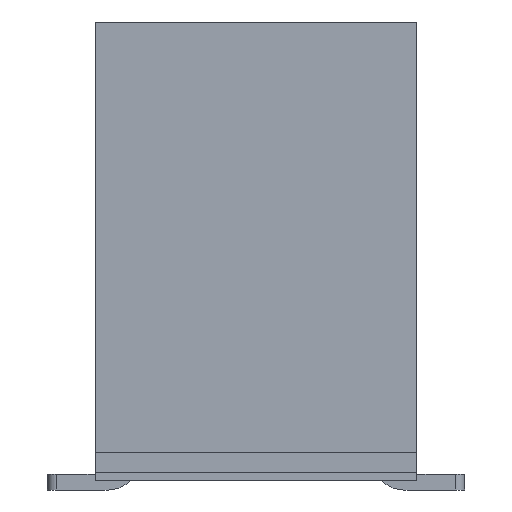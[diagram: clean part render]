
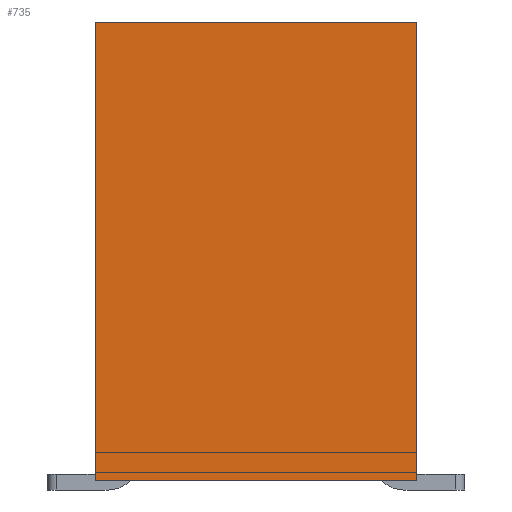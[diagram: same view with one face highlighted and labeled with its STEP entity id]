
A CAD part, left-side view. The second image highlights one B-rep face of the part: STEP entity #735.
In plain terms, the highlighted planar face has unit normal (-1, 0, 0).
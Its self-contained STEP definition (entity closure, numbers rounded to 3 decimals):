
#735=ADVANCED_FACE('',(#3603),#2197,.T.);
#2197=PLANE('',#28324);
#3603=FACE_OUTER_BOUND('',#5175,.T.);
#5175=EDGE_LOOP('',(#7606,#7607,#7608,#7609));
#7606=ORIENTED_EDGE('',*,*,#18102,.T.);
#7607=ORIENTED_EDGE('',*,*,#17993,.T.);
#7608=ORIENTED_EDGE('',*,*,#18138,.F.);
#7609=ORIENTED_EDGE('',*,*,#18139,.T.);
#15407=VERTEX_POINT('',#39125);
#15409=VERTEX_POINT('',#39129);
#15498=VERTEX_POINT('',#39329);
#15526=VERTEX_POINT('',#39394);
#17993=EDGE_CURVE('',#15407,#15409,#21981,.T.);
#18102=EDGE_CURVE('',#15498,#15407,#22090,.T.);
#18138=EDGE_CURVE('',#15526,#15409,#22126,.T.);
#18139=EDGE_CURVE('',#15526,#15498,#22127,.T.);
#21981=LINE('',#39130,#25521);
#22090=LINE('',#39328,#25630);
#22126=LINE('',#39393,#25666);
#22127=LINE('',#39395,#25667);
#25521=VECTOR('',#31028,1.);
#25630=VECTOR('',#31139,1.);
#25666=VECTOR('',#31177,1.);
#25667=VECTOR('',#31178,1.);
#28324=AXIS2_PLACEMENT_3D('',#39396,#31179,#31180);
#31028=DIRECTION('',(0.,1.,0.));
#31139=DIRECTION('',(0.,0.,1.));
#31177=DIRECTION('',(0.,0.,1.));
#31178=DIRECTION('',(0.,-1.,0.));
#31179=DIRECTION('',(-1.,0.,0.));
#31180=DIRECTION('',(0.,0.,1.));
#39125=CARTESIAN_POINT('',(0.,0.,6.8));
#39129=CARTESIAN_POINT('',(0.,5.08,6.8));
#39130=CARTESIAN_POINT('',(0.,2.54,6.8));
#39328=CARTESIAN_POINT('',(0.,0.,0.));
#39329=CARTESIAN_POINT('',(0.,0.,-0.45));
#39393=CARTESIAN_POINT('',(0.,5.08,0.));
#39394=CARTESIAN_POINT('',(0.,5.08,-0.45));
#39395=CARTESIAN_POINT('',(0.,5.08,-0.45));
#39396=CARTESIAN_POINT('',(0.,2.54,0.));
